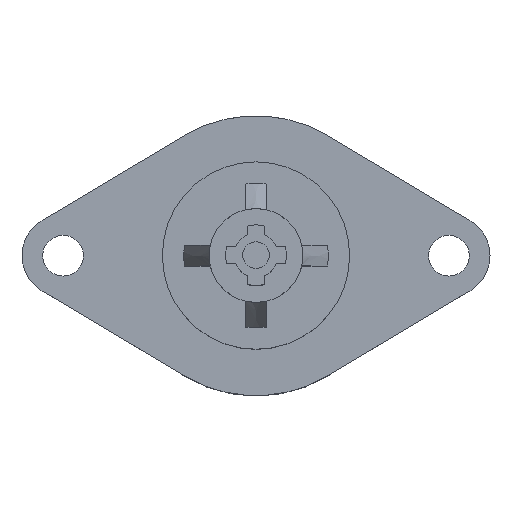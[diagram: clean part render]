
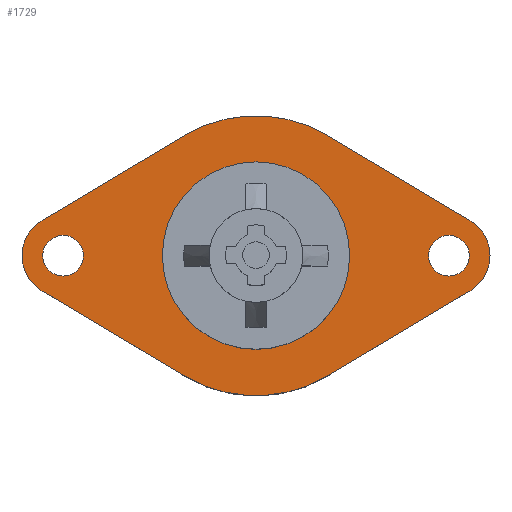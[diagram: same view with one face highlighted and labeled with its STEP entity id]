
A CAD part, top view. The second image highlights one B-rep face of the part: STEP entity #1729.
In plain terms, the highlighted planar face has unit normal (0, 0, 1).
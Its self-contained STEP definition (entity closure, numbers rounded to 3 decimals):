
#93=CARTESIAN_POINT('',(-17.5,0.,8.5));
#94=DIRECTION('',(0.,0.,-1.));
#95=DIRECTION('',(1.,0.,0.));
#96=AXIS2_PLACEMENT_3D('',#93,#94,#95);
#98=CARTESIAN_POINT('',(-17.5,0.,8.5));
#99=DIRECTION('',(0.,0.,-1.));
#100=DIRECTION('',(-1.,0.,0.));
#101=AXIS2_PLACEMENT_3D('',#98,#99,#100);
#103=CARTESIAN_POINT('',(17.5,0.,8.5));
#104=DIRECTION('',(0.,0.,-1.));
#105=DIRECTION('',(1.,0.,0.));
#106=AXIS2_PLACEMENT_3D('',#103,#104,#105);
#108=CARTESIAN_POINT('',(17.5,0.,8.5));
#109=DIRECTION('',(0.,0.,-1.));
#110=DIRECTION('',(-1.,0.,0.));
#111=AXIS2_PLACEMENT_3D('',#108,#109,#110);
#113=CARTESIAN_POINT('',(0.,0.,8.5));
#114=DIRECTION('',(0.,0.,1.));
#115=DIRECTION('',(0.512,0.859,0.));
#116=AXIS2_PLACEMENT_3D('',#113,#114,#115);
#118=DIRECTION('',(-0.859,0.512,0.));
#119=VECTOR('',#118,15.027);
#120=CARTESIAN_POINT('',(19.412,3.205,8.5));
#121=LINE('',#120,#119);
#122=CARTESIAN_POINT('',(17.5,0.,8.5));
#123=DIRECTION('',(0.,0.,1.));
#124=DIRECTION('',(0.512,-0.859,0.));
#125=AXIS2_PLACEMENT_3D('',#122,#123,#124);
#127=DIRECTION('',(0.859,0.512,0.));
#128=VECTOR('',#127,15.027);
#129=CARTESIAN_POINT('',(6.508,-10.906,8.5));
#130=LINE('',#129,#128);
#131=CARTESIAN_POINT('',(0.,0.,8.5));
#132=DIRECTION('',(0.,0.,1.));
#133=DIRECTION('',(-0.512,-0.859,0.));
#134=AXIS2_PLACEMENT_3D('',#131,#132,#133);
#136=DIRECTION('',(0.859,-0.512,0.));
#137=VECTOR('',#136,15.027);
#138=CARTESIAN_POINT('',(-19.412,-3.205,8.5));
#139=LINE('',#138,#137);
#140=CARTESIAN_POINT('',(-17.5,0.,8.5));
#141=DIRECTION('',(0.,0.,1.));
#142=DIRECTION('',(-0.512,0.859,0.));
#143=AXIS2_PLACEMENT_3D('',#140,#141,#142);
#145=DIRECTION('',(-0.859,-0.512,0.));
#146=VECTOR('',#145,15.027);
#147=CARTESIAN_POINT('',(-6.508,10.906,8.5));
#148=LINE('',#147,#146);
#199=CARTESIAN_POINT('',(0.,0.,8.5));
#200=DIRECTION('',(0.,0.,1.));
#201=DIRECTION('',(1.,0.,0.));
#202=AXIS2_PLACEMENT_3D('',#199,#200,#201);
#208=CARTESIAN_POINT('',(0.,0.,8.5));
#209=DIRECTION('',(0.,0.,1.));
#210=DIRECTION('',(-1.,0.,0.));
#211=AXIS2_PLACEMENT_3D('',#208,#209,#210);
#1316=CARTESIAN_POINT('',(-15.65,0.,8.5));
#1317=CARTESIAN_POINT('',(-19.35,0.,8.5));
#1318=VERTEX_POINT('',#1316);
#1319=VERTEX_POINT('',#1317);
#1320=CARTESIAN_POINT('',(19.35,0.,8.5));
#1321=CARTESIAN_POINT('',(15.65,0.,8.5));
#1322=VERTEX_POINT('',#1320);
#1323=VERTEX_POINT('',#1321);
#1324=CARTESIAN_POINT('',(6.508,10.906,8.5));
#1325=CARTESIAN_POINT('',(-6.508,10.906,8.5));
#1326=VERTEX_POINT('',#1324);
#1327=VERTEX_POINT('',#1325);
#1328=CARTESIAN_POINT('',(-19.412,3.205,8.5));
#1329=VERTEX_POINT('',#1328);
#1330=CARTESIAN_POINT('',(-19.412,-3.205,8.5));
#1331=VERTEX_POINT('',#1330);
#1332=CARTESIAN_POINT('',(-6.508,-10.906,8.5));
#1333=VERTEX_POINT('',#1332);
#1334=CARTESIAN_POINT('',(6.508,-10.906,8.5));
#1335=VERTEX_POINT('',#1334);
#1336=CARTESIAN_POINT('',(19.412,-3.205,8.5));
#1337=VERTEX_POINT('',#1336);
#1338=CARTESIAN_POINT('',(19.412,3.205,8.5));
#1339=VERTEX_POINT('',#1338);
#1352=CARTESIAN_POINT('',(8.5,0.,8.5));
#1353=CARTESIAN_POINT('',(-8.5,0.,8.5));
#1354=VERTEX_POINT('',#1352);
#1355=VERTEX_POINT('',#1353);
#1691=CARTESIAN_POINT('',(0.,0.,8.5));
#1692=DIRECTION('',(0.,0.,1.));
#1693=DIRECTION('',(1.,0.,0.));
#1694=AXIS2_PLACEMENT_3D('',#1691,#1692,#1693);
#1695=PLANE('',#1694);
#1696=ORIENTED_EDGE('',*,*,#1603,.F.);
#1698=ORIENTED_EDGE('',*,*,#1697,.F.);
#1700=ORIENTED_EDGE('',*,*,#1699,.F.);
#1702=ORIENTED_EDGE('',*,*,#1701,.F.);
#1704=ORIENTED_EDGE('',*,*,#1703,.F.);
#1706=ORIENTED_EDGE('',*,*,#1705,.F.);
#1708=ORIENTED_EDGE('',*,*,#1707,.F.);
#1710=ORIENTED_EDGE('',*,*,#1709,.F.);
#1711=EDGE_LOOP('',(#1696,#1698,#1700,#1702,#1704,#1706,#1708,#1710));
#1712=FACE_OUTER_BOUND('',#1711,.F.);
#1714=ORIENTED_EDGE('',*,*,#1713,.F.);
#1716=ORIENTED_EDGE('',*,*,#1715,.F.);
#1717=EDGE_LOOP('',(#1714,#1716));
#1718=FACE_BOUND('',#1717,.F.);
#1719=ORIENTED_EDGE('',*,*,#1671,.F.);
#1720=ORIENTED_EDGE('',*,*,#1685,.F.);
#1721=EDGE_LOOP('',(#1719,#1720));
#1722=FACE_BOUND('',#1721,.F.);
#1724=ORIENTED_EDGE('',*,*,#1723,.T.);
#1726=ORIENTED_EDGE('',*,*,#1725,.T.);
#1727=EDGE_LOOP('',(#1724,#1726));
#1728=FACE_BOUND('',#1727,.F.);
#1729=ADVANCED_FACE('',(#1712,#1718,#1722,#1728),#1695,.T.);
#97=CIRCLE('',#96,1.85);
#102=CIRCLE('',#101,1.85);
#107=CIRCLE('',#106,1.85);
#112=CIRCLE('',#111,1.85);
#117=CIRCLE('',#116,12.7);
#126=CIRCLE('',#125,3.732);
#135=CIRCLE('',#134,12.7);
#144=CIRCLE('',#143,3.732);
#203=CIRCLE('',#202,8.5);
#212=CIRCLE('',#211,8.5);
#1603=EDGE_CURVE('',#1326,#1327,#117,.T.);
#1671=EDGE_CURVE('',#1318,#1319,#97,.T.);
#1685=EDGE_CURVE('',#1319,#1318,#102,.T.);
#1697=EDGE_CURVE('',#1339,#1326,#121,.T.);
#1699=EDGE_CURVE('',#1337,#1339,#126,.T.);
#1701=EDGE_CURVE('',#1335,#1337,#130,.T.);
#1703=EDGE_CURVE('',#1333,#1335,#135,.T.);
#1705=EDGE_CURVE('',#1331,#1333,#139,.T.);
#1707=EDGE_CURVE('',#1329,#1331,#144,.T.);
#1709=EDGE_CURVE('',#1327,#1329,#148,.T.);
#1713=EDGE_CURVE('',#1322,#1323,#107,.T.);
#1715=EDGE_CURVE('',#1323,#1322,#112,.T.);
#1723=EDGE_CURVE('',#1354,#1355,#203,.T.);
#1725=EDGE_CURVE('',#1355,#1354,#212,.T.);
